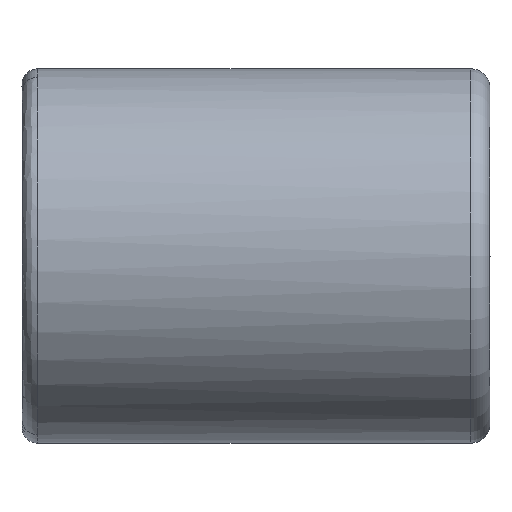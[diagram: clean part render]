
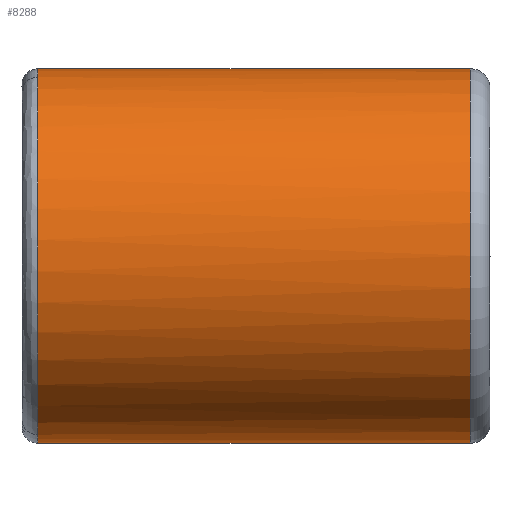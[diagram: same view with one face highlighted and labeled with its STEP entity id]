
A CAD part, top view. The second image highlights one B-rep face of the part: STEP entity #8288.
In plain terms, the highlighted cylindrical face has radius 24 mm (diameter 48 mm), a full revolution.
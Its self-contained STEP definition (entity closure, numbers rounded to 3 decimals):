
#338=B_SPLINE_CURVE_WITH_KNOTS('',3,(#14587,#14588,#14589,#14590),
 .UNSPECIFIED.,.F.,.F.,(4,4),(1.825,2.425),
 .UNSPECIFIED.);
#339=B_SPLINE_CURVE_WITH_KNOTS('',3,(#14592,#14593,#14594,#14595,#14596,
#14597,#14598),.UNSPECIFIED.,.F.,.F.,(4,1,1,1,4),(0.,0.622,
1.037,1.244,1.451),.UNSPECIFIED.);
#340=B_SPLINE_CURVE_WITH_KNOTS('',3,(#14602,#14603,#14604,#14605,#14606,
#14607,#14608,#14609),.UNSPECIFIED.,.F.,.F.,(4,1,1,1,1,4),(0.,0.207,
0.415,0.622,1.037,1.451),
 .UNSPECIFIED.);
#341=B_SPLINE_CURVE_WITH_KNOTS('',3,(#14611,#14612,#14613,#14614),
 .UNSPECIFIED.,.F.,.F.,(4,4),(-2.425,-1.825),
 .UNSPECIFIED.);
#1094=FACE_OUTER_BOUND('',#1563,.T.);
#1563=EDGE_LOOP('',(#7522,#7523,#7524,#7525,#7526,#7527,#7528,#7529,#7530,
#7531,#7532,#7533,#7534,#7535,#7536));
#2446=LINE('',#14581,#3288);
#3288=VECTOR('',#10094,24.);
#3378=CIRCLE('',#8632,24.);
#3379=CIRCLE('',#8633,24.);
#3380=CIRCLE('',#8635,24.);
#3381=CIRCLE('',#8636,24.);
#3382=CIRCLE('',#8637,24.);
#3383=CIRCLE('',#8638,24.);
#3384=CIRCLE('',#8639,24.);
#3385=CIRCLE('',#8640,24.);
#3386=CIRCLE('',#8641,24.);
#4166=VERTEX_POINT('',#14574);
#4167=VERTEX_POINT('',#14576);
#4168=VERTEX_POINT('',#14580);
#4169=VERTEX_POINT('',#14582);
#4170=VERTEX_POINT('',#14584);
#4171=VERTEX_POINT('',#14586);
#4172=VERTEX_POINT('',#14591);
#4173=VERTEX_POINT('',#14599);
#4174=VERTEX_POINT('',#14601);
#4175=VERTEX_POINT('',#14610);
#4176=VERTEX_POINT('',#14615);
#4177=VERTEX_POINT('',#14617);
#4178=VERTEX_POINT('',#14619);
#5301=EDGE_CURVE('',#4166,#4167,#3378,.T.);
#5302=EDGE_CURVE('',#4167,#4166,#3379,.T.);
#5303=EDGE_CURVE('',#4167,#4168,#2446,.T.);
#5304=EDGE_CURVE('',#4169,#4168,#3380,.T.);
#5305=EDGE_CURVE('',#4170,#4169,#3381,.T.);
#5306=EDGE_CURVE('',#4171,#4170,#338,.T.);
#5307=EDGE_CURVE('',#4172,#4171,#339,.T.);
#5308=EDGE_CURVE('',#4173,#4172,#3382,.T.);
#5309=EDGE_CURVE('',#4174,#4173,#340,.T.);
#5310=EDGE_CURVE('',#4175,#4174,#341,.T.);
#5311=EDGE_CURVE('',#4176,#4175,#3383,.T.);
#5312=EDGE_CURVE('',#4177,#4176,#3384,.T.);
#5313=EDGE_CURVE('',#4178,#4177,#3385,.T.);
#5314=EDGE_CURVE('',#4168,#4178,#3386,.T.);
#7522=ORIENTED_EDGE('',*,*,#5302,.F.);
#7523=ORIENTED_EDGE('',*,*,#5303,.T.);
#7524=ORIENTED_EDGE('',*,*,#5304,.F.);
#7525=ORIENTED_EDGE('',*,*,#5305,.F.);
#7526=ORIENTED_EDGE('',*,*,#5306,.F.);
#7527=ORIENTED_EDGE('',*,*,#5307,.F.);
#7528=ORIENTED_EDGE('',*,*,#5308,.F.);
#7529=ORIENTED_EDGE('',*,*,#5309,.F.);
#7530=ORIENTED_EDGE('',*,*,#5310,.F.);
#7531=ORIENTED_EDGE('',*,*,#5311,.F.);
#7532=ORIENTED_EDGE('',*,*,#5312,.F.);
#7533=ORIENTED_EDGE('',*,*,#5313,.F.);
#7534=ORIENTED_EDGE('',*,*,#5314,.F.);
#7535=ORIENTED_EDGE('',*,*,#5303,.F.);
#7536=ORIENTED_EDGE('',*,*,#5301,.F.);
#7895=CYLINDRICAL_SURFACE('',#8634,24.);
#8288=ADVANCED_FACE('',(#1094),#7895,.T.);
#8632=AXIS2_PLACEMENT_3D('',#14577,#10088,#10089);
#8633=AXIS2_PLACEMENT_3D('',#14578,#10090,#10091);
#8634=AXIS2_PLACEMENT_3D('',#14579,#10092,#10093);
#8635=AXIS2_PLACEMENT_3D('',#14583,#10095,#10096);
#8636=AXIS2_PLACEMENT_3D('',#14585,#10097,#10098);
#8637=AXIS2_PLACEMENT_3D('',#14600,#10099,#10100);
#8638=AXIS2_PLACEMENT_3D('',#14616,#10101,#10102);
#8639=AXIS2_PLACEMENT_3D('',#14618,#10103,#10104);
#8640=AXIS2_PLACEMENT_3D('',#14620,#10105,#10106);
#8641=AXIS2_PLACEMENT_3D('',#14621,#10107,#10108);
#10088=DIRECTION('center_axis',(1.,0.,0.));
#10089=DIRECTION('ref_axis',(0.,1.,0.));
#10090=DIRECTION('center_axis',(1.,0.,0.));
#10091=DIRECTION('ref_axis',(0.,1.,0.));
#10092=DIRECTION('center_axis',(1.,0.,0.));
#10093=DIRECTION('ref_axis',(0.,1.,0.));
#10094=DIRECTION('',(-1.,0.,0.));
#10095=DIRECTION('center_axis',(-1.,0.,0.));
#10096=DIRECTION('ref_axis',(0.,-1.,0.));
#10097=DIRECTION('center_axis',(-1.,0.,0.));
#10098=DIRECTION('ref_axis',(0.,0.,-1.));
#10099=DIRECTION('center_axis',(-1.,0.,0.));
#10100=DIRECTION('ref_axis',(0.,0.,-1.));
#10101=DIRECTION('center_axis',(-1.,0.,0.));
#10102=DIRECTION('ref_axis',(0.,0.,-1.));
#10103=DIRECTION('center_axis',(-1.,0.,0.));
#10104=DIRECTION('ref_axis',(0.,1.,0.));
#10105=DIRECTION('center_axis',(-1.,0.,0.));
#10106=DIRECTION('ref_axis',(0.,0.,1.));
#10107=DIRECTION('center_axis',(-1.,0.,0.));
#10108=DIRECTION('ref_axis',(0.,-1.,0.));
#14574=CARTESIAN_POINT('',(28.5,0.,176.978));
#14576=CARTESIAN_POINT('',(28.5,-24.,152.978));
#14577=CARTESIAN_POINT('Origin',(28.5,0.,152.978));
#14578=CARTESIAN_POINT('Origin',(28.5,0.,152.978));
#14579=CARTESIAN_POINT('Origin',(-19.,0.,
152.978));
#14580=CARTESIAN_POINT('',(-27.,-24.,152.978));
#14581=CARTESIAN_POINT('',(-19.,-24.,152.978));
#14582=CARTESIAN_POINT('',(-27.,-22.909,145.824));
#14583=CARTESIAN_POINT('Origin',(-27.,0.,
152.978));
#14584=CARTESIAN_POINT('',(-27.,-21.517,142.347));
#14585=CARTESIAN_POINT('Origin',(-27.,0.,152.978));
#14586=CARTESIAN_POINT('',(-21.,-21.517,142.347));
#14587=CARTESIAN_POINT('Ctrl Pts',(-21.,-21.517,
142.347));
#14588=CARTESIAN_POINT('Ctrl Pts',(-23.,-21.517,142.347));
#14589=CARTESIAN_POINT('Ctrl Pts',(-25.,-21.517,
142.347));
#14590=CARTESIAN_POINT('Ctrl Pts',(-27.,-21.517,142.347));
#14591=CARTESIAN_POINT('',(-14.,-15.724,134.846));
#14592=CARTESIAN_POINT('Ctrl Pts',(-14.,-15.724,
134.846));
#14593=CARTESIAN_POINT('Ctrl Pts',(-14.,-17.02,135.97));
#14594=CARTESIAN_POINT('Ctrl Pts',(-14.839,-18.945,
138.063));
#14595=CARTESIAN_POINT('Ctrl Pts',(-16.947,-20.576,140.57));
#14596=CARTESIAN_POINT('Ctrl Pts',(-18.968,-21.336,
141.975));
#14597=CARTESIAN_POINT('Ctrl Pts',(-20.309,-21.517,
142.347));
#14598=CARTESIAN_POINT('Ctrl Pts',(-21.,-21.517,
142.347));
#14599=CARTESIAN_POINT('',(-14.,15.724,134.846));
#14600=CARTESIAN_POINT('Origin',(-14.,0.,152.978));
#14601=CARTESIAN_POINT('',(-21.,21.517,142.347));
#14602=CARTESIAN_POINT('Ctrl Pts',(-21.,21.517,142.347));
#14603=CARTESIAN_POINT('Ctrl Pts',(-20.309,21.517,142.347));
#14604=CARTESIAN_POINT('Ctrl Pts',(-18.969,21.336,141.973));
#14605=CARTESIAN_POINT('Ctrl Pts',(-17.451,20.768,140.924));
#14606=CARTESIAN_POINT('Ctrl Pts',(-15.849,19.785,139.332));
#14607=CARTESIAN_POINT('Ctrl Pts',(-14.464,18.197,137.211));
#14608=CARTESIAN_POINT('Ctrl Pts',(-14.,16.588,135.596));
#14609=CARTESIAN_POINT('Ctrl Pts',(-14.,15.724,134.846));
#14610=CARTESIAN_POINT('',(-27.,21.517,142.347));
#14611=CARTESIAN_POINT('Ctrl Pts',(-27.,21.517,142.347));
#14612=CARTESIAN_POINT('Ctrl Pts',(-25.,21.517,142.347));
#14613=CARTESIAN_POINT('Ctrl Pts',(-23.,21.517,142.347));
#14614=CARTESIAN_POINT('Ctrl Pts',(-21.,21.517,142.347));
#14615=CARTESIAN_POINT('',(-27.,22.909,145.824));
#14616=CARTESIAN_POINT('Origin',(-27.,0.,152.978));
#14617=CARTESIAN_POINT('',(-27.,22.909,160.131));
#14618=CARTESIAN_POINT('Origin',(-27.,0.,
152.978));
#14619=CARTESIAN_POINT('',(-27.,-22.909,160.131));
#14620=CARTESIAN_POINT('Origin',(-27.,0.,152.978));
#14621=CARTESIAN_POINT('Origin',(-27.,0.,
152.978));
